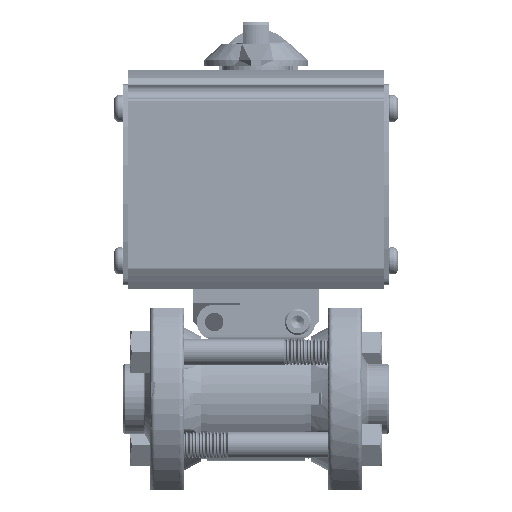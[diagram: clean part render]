
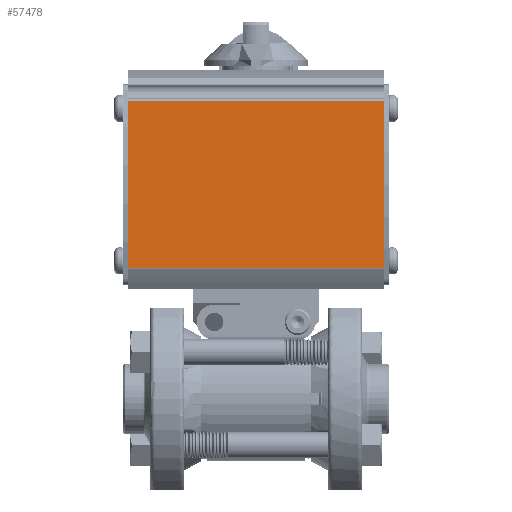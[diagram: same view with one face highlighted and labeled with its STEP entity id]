
A CAD part, top view. The second image highlights one B-rep face of the part: STEP entity #57478.
In plain terms, the highlighted planar face has unit normal (0, 0, 1).
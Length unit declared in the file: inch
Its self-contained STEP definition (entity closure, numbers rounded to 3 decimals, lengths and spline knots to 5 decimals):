
#4967 = DIRECTION ( 'NONE',  ( 0., 1., 0. ) ) ;
#7996 = DIRECTION ( 'NONE',  ( 0., -1., 0. ) ) ;
#15927 = DIRECTION ( 'NONE',  ( 0., -1., 0. ) ) ;
#17626 = ORIENTED_EDGE ( 'NONE', *, *, #72120, .T. ) ;
#18983 = CARTESIAN_POINT ( 'NONE',  ( -5.04033, 1.56787, 1.17 ) ) ;
#27753 = ORIENTED_EDGE ( 'NONE', *, *, #107937, .F. ) ;
#30512 = VERTEX_POINT ( 'NONE', #48945 ) ;
#33011 = DIRECTION ( 'NONE',  ( -1., 0., 0. ) ) ;
#39385 = AXIS2_PLACEMENT_3D ( 'NONE', #111912, #97465, #7996 ) ;
#48945 = CARTESIAN_POINT ( 'NONE',  ( -1.5275, 3.56213, 1.17 ) ) ;
#52384 = PLANE ( 'NONE',  #39385 ) ;
#57478 = ADVANCED_FACE ( 'NONE', ( #72249 ), #52384, .F. ) ;
#57733 = ORIENTED_EDGE ( 'NONE', *, *, #120883, .F. ) ;
#57908 = VECTOR ( 'NONE', #33011, 39.37008 ) ;
#58438 = CARTESIAN_POINT ( 'NONE',  ( 1.5275, 3.56213, 1.17 ) ) ;
#63603 = CARTESIAN_POINT ( 'NONE',  ( -5.04033, 3.56213, 1.17 ) ) ;
#65549 = VERTEX_POINT ( 'NONE', #58438 ) ;
#70958 = VERTEX_POINT ( 'NONE', #87746 ) ;
#72120 = EDGE_CURVE ( 'NONE', #151318, #70958, #192287, .T. ) ;
#72249 = FACE_OUTER_BOUND ( 'NONE', #148991, .T. ) ;
#75784 = LINE ( 'NONE', #164808, #190439 ) ;
#76217 = EDGE_CURVE ( 'NONE', #65549, #30512, #172543, .T. ) ;
#87746 = CARTESIAN_POINT ( 'NONE',  ( 1.5275, 1.56787, 1.17 ) ) ;
#97465 = DIRECTION ( 'NONE',  ( 0., 0., -1. ) ) ;
#107937 = EDGE_CURVE ( 'NONE', #65549, #70958, #75784, .T. ) ;
#111912 = CARTESIAN_POINT ( 'NONE',  ( -5.04033, 3.5694, 1.17 ) ) ;
#120883 = EDGE_CURVE ( 'NONE', #151318, #30512, #182538, .T. ) ;
#138129 = VECTOR ( 'NONE', #4967, 39.37008 ) ;
#148991 = EDGE_LOOP ( 'NONE', ( #27753, #189171, #57733, #17626 ) ) ;
#151318 = VERTEX_POINT ( 'NONE', #184258 ) ;
#152500 = VECTOR ( 'NONE', #153540, 39.37008 ) ;
#153540 = DIRECTION ( 'NONE',  ( 1., 0., 0. ) ) ;
#164808 = CARTESIAN_POINT ( 'NONE',  ( 1.5275, 3.5694, 1.17 ) ) ;
#172543 = LINE ( 'NONE', #63603, #57908 ) ;
#182538 = LINE ( 'NONE', #184037, #138129 ) ;
#184037 = CARTESIAN_POINT ( 'NONE',  ( -1.5275, 3.5694, 1.17 ) ) ;
#184258 = CARTESIAN_POINT ( 'NONE',  ( -1.5275, 1.56787, 1.17 ) ) ;
#189171 = ORIENTED_EDGE ( 'NONE', *, *, #76217, .T. ) ;
#190439 = VECTOR ( 'NONE', #15927, 39.37008 ) ;
#192287 = LINE ( 'NONE', #18983, #152500 ) ;
